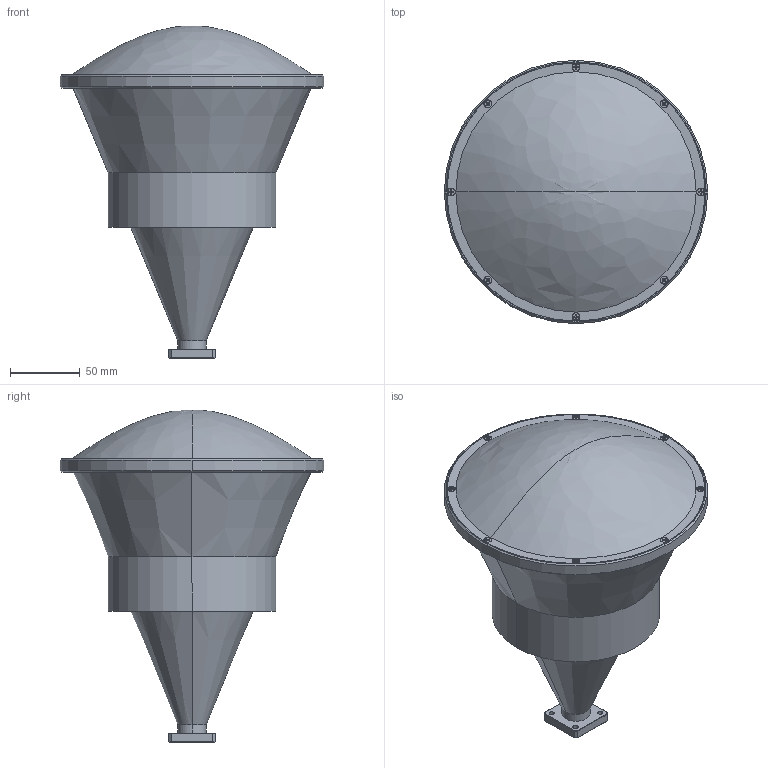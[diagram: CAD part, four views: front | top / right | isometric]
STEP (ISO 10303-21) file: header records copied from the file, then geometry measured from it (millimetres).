
FILE_DESCRIPTION (( 'STEP AP203' ), '1' );
FILE_NAME ('SAQ-133075-688-S1.STEP', '2019-03-05T16:13:59', ( '' ), ( '' ), 'SwSTEP 2.0', 'SolidWorks 2016', '' );
FILE_SCHEMA (( 'CONFIG_CONTROL_DESIGN' ));
Length unit declared in the file: inch
Products named in the file (1): SAQ-133075-688-S1
Bounding box: 189.23 x 189.23 x 238.58 mm (x, y, z)
Surface area: 142357 mm2 (no closed solid volume)
Topology: 0 solids, 18 shells, 205 faces, 851 edges, 607 vertices
Faces by surface type: plane 93, cone 74, cylinder 36, bspline 2
Entity records: 9247 total; most frequent: CARTESIAN_POINT 2608, DIRECTION 1301, ORIENTED_EDGE 1210, EDGE_CURVE 833, VERTEX_POINT 607, AXIS2_PLACEMENT_3D 472, VECTOR 357, LINE 357
